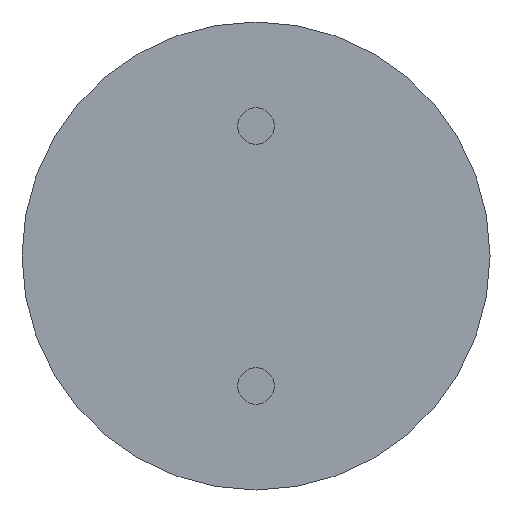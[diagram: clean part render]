
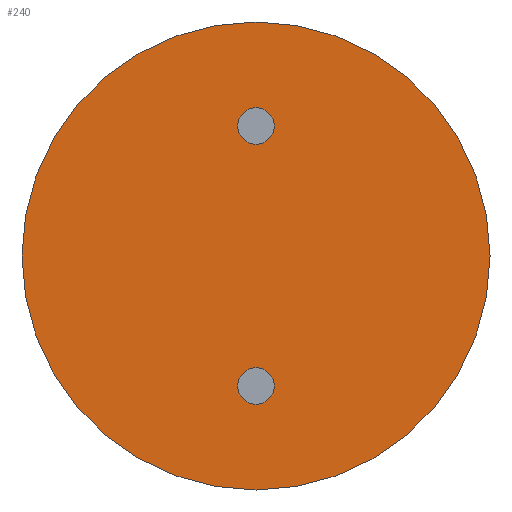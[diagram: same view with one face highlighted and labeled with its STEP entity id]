
A CAD part, front view. The second image highlights one B-rep face of the part: STEP entity #240.
In plain terms, the highlighted planar face has unit normal (0, -1, 0).
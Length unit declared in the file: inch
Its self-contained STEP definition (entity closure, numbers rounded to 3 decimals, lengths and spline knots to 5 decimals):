
#30 = CARTESIAN_POINT ( 'NONE',  ( 0., 0., 0.1122 ) ) ;
#31 = CIRCLE ( 'NONE', #665, 0.17717 ) ;
#164 = CARTESIAN_POINT ( 'NONE',  ( 0., 0., 0. ) ) ;
#206 = DIRECTION ( 'NONE',  ( 0., 0., 1. ) ) ;
#218 = DIRECTION ( 'NONE',  ( 0., 1., 0. ) ) ;
#229 = EDGE_CURVE ( 'NONE', #368, #631, #425, .T. ) ;
#230 = DIRECTION ( 'NONE',  ( 0., 0., 1. ) ) ;
#232 = ORIENTED_EDGE ( 'NONE', *, *, #1020, .F. ) ;
#240 = ADVANCED_FACE ( 'NONE', ( #983, #730, #572 ), #392, .F. ) ;
#247 = VERTEX_POINT ( 'NONE', #815 ) ;
#253 = CARTESIAN_POINT ( 'NONE',  ( 0., 0., -0.09843 ) ) ;
#265 = DIRECTION ( 'NONE',  ( 0., -1., 0. ) ) ;
#306 = CIRCLE ( 'NONE', #420, 0.01378 ) ;
#345 = EDGE_CURVE ( 'NONE', #535, #349, #499, .T. ) ;
#349 = VERTEX_POINT ( 'NONE', #549 ) ;
#361 = ORIENTED_EDGE ( 'NONE', *, *, #613, .F. ) ;
#368 = VERTEX_POINT ( 'NONE', #30 ) ;
#374 = DIRECTION ( 'NONE',  ( 0., 1., 0. ) ) ;
#385 = AXIS2_PLACEMENT_3D ( 'NONE', #724, #374, #1042 ) ;
#391 = DIRECTION ( 'NONE',  ( 0., 0., 1. ) ) ;
#392 = PLANE ( 'NONE',  #385 ) ;
#398 = CIRCLE ( 'NONE', #1008, 0.01378 ) ;
#420 = AXIS2_PLACEMENT_3D ( 'NONE', #253, #265, #846 ) ;
#425 = CIRCLE ( 'NONE', #760, 0.01378 ) ;
#452 = EDGE_LOOP ( 'NONE', ( #521, #361 ) ) ;
#496 = ORIENTED_EDGE ( 'NONE', *, *, #860, .F. ) ;
#499 = CIRCLE ( 'NONE', #606, 0.01378 ) ;
#521 = ORIENTED_EDGE ( 'NONE', *, *, #229, .F. ) ;
#535 = VERTEX_POINT ( 'NONE', #1107 ) ;
#549 = CARTESIAN_POINT ( 'NONE',  ( 0., 0., -0.1122 ) ) ;
#553 = DIRECTION ( 'NONE',  ( 0., -1., 0. ) ) ;
#562 = CARTESIAN_POINT ( 'NONE',  ( 0., 0., 0.09843 ) ) ;
#572 = FACE_BOUND ( 'NONE', #1109, .T. ) ;
#606 = AXIS2_PLACEMENT_3D ( 'NONE', #957, #736, #1036 ) ;
#613 = EDGE_CURVE ( 'NONE', #631, #368, #398, .T. ) ;
#631 = VERTEX_POINT ( 'NONE', #882 ) ;
#657 = CARTESIAN_POINT ( 'NONE',  ( 0., 0., 0. ) ) ;
#665 = AXIS2_PLACEMENT_3D ( 'NONE', #164, #696, #754 ) ;
#696 = DIRECTION ( 'NONE',  ( 0., 1., 0. ) ) ;
#724 = CARTESIAN_POINT ( 'NONE',  ( 0., 0., 0. ) ) ;
#730 = FACE_OUTER_BOUND ( 'NONE', #938, .T. ) ;
#736 = DIRECTION ( 'NONE',  ( 0., -1., 0. ) ) ;
#738 = AXIS2_PLACEMENT_3D ( 'NONE', #657, #218, #230 ) ;
#754 = DIRECTION ( 'NONE',  ( 0., 0., 1. ) ) ;
#760 = AXIS2_PLACEMENT_3D ( 'NONE', #1050, #1037, #206 ) ;
#785 = VERTEX_POINT ( 'NONE', #951 ) ;
#804 = ORIENTED_EDGE ( 'NONE', *, *, #944, .F. ) ;
#815 = CARTESIAN_POINT ( 'NONE',  ( 0., 0., -0.17717 ) ) ;
#845 = ORIENTED_EDGE ( 'NONE', *, *, #345, .F. ) ;
#846 = DIRECTION ( 'NONE',  ( 0., 0., 1. ) ) ;
#860 = EDGE_CURVE ( 'NONE', #247, #785, #1039, .T. ) ;
#882 = CARTESIAN_POINT ( 'NONE',  ( 0., 0., 0.08465 ) ) ;
#938 = EDGE_LOOP ( 'NONE', ( #496, #804 ) ) ;
#944 = EDGE_CURVE ( 'NONE', #785, #247, #31, .T. ) ;
#951 = CARTESIAN_POINT ( 'NONE',  ( 0., 0., 0.17717 ) ) ;
#957 = CARTESIAN_POINT ( 'NONE',  ( 0., 0., -0.09843 ) ) ;
#983 = FACE_BOUND ( 'NONE', #452, .T. ) ;
#1008 = AXIS2_PLACEMENT_3D ( 'NONE', #562, #553, #391 ) ;
#1020 = EDGE_CURVE ( 'NONE', #349, #535, #306, .T. ) ;
#1036 = DIRECTION ( 'NONE',  ( 0., 0., 1. ) ) ;
#1037 = DIRECTION ( 'NONE',  ( 0., -1., 0. ) ) ;
#1039 = CIRCLE ( 'NONE', #738, 0.17717 ) ;
#1042 = DIRECTION ( 'NONE',  ( 0., 0., 1. ) ) ;
#1050 = CARTESIAN_POINT ( 'NONE',  ( 0., 0., 0.09843 ) ) ;
#1107 = CARTESIAN_POINT ( 'NONE',  ( 0., 0., -0.08465 ) ) ;
#1109 = EDGE_LOOP ( 'NONE', ( #845, #232 ) ) ;
